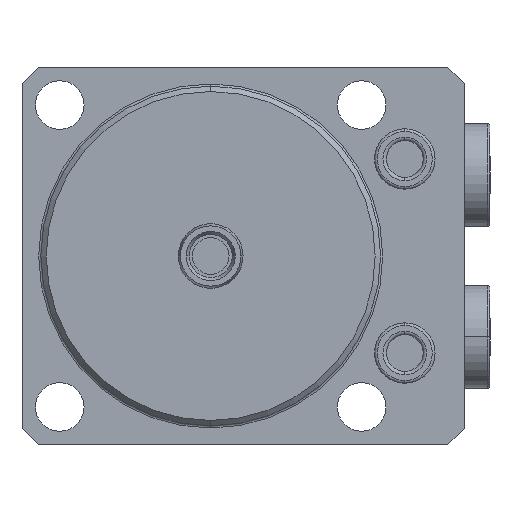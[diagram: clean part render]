
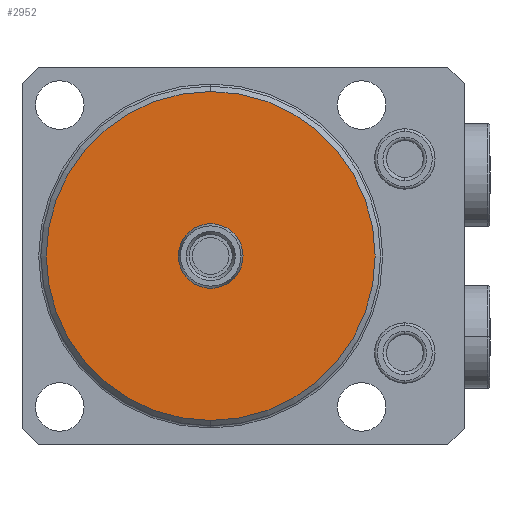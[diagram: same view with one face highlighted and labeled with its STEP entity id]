
A CAD part, front view. The second image highlights one B-rep face of the part: STEP entity #2952.
In plain terms, the highlighted planar face has unit normal (0, -1, 0).
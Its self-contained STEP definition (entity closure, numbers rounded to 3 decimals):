
#304 = DIRECTION ( 'NONE',  ( 0., 0., 1. ) ) ;
#305 = DIRECTION ( 'NONE',  ( 0., 1., 0. ) ) ;
#307 = PLANE ( 'NONE',  #4169 ) ;
#311 = CARTESIAN_POINT ( 'NONE',  ( 0., -47., 0. ) ) ;
#543 = VERTEX_POINT ( 'NONE', #8746 ) ;
#545 = VERTEX_POINT ( 'NONE', #8729 ) ;
#974 = ORIENTED_EDGE ( 'NONE', *, *, #8120, .T. ) ;
#975 = ORIENTED_EDGE ( 'NONE', *, *, #7979, .T. ) ;
#976 = ORIENTED_EDGE ( 'NONE', *, *, #8119, .T. ) ;
#977 = ORIENTED_EDGE ( 'NONE', *, *, #8104, .T. ) ;
#1387 = DIRECTION ( 'NONE',  ( 0., -1., 0. ) ) ;
#1392 = CARTESIAN_POINT ( 'NONE',  ( 0., -47., 0. ) ) ;
#1451 = DIRECTION ( 'NONE',  ( 0., 0., 1. ) ) ;
#1453 = DIRECTION ( 'NONE',  ( 0., 1., 0. ) ) ;
#1468 = CARTESIAN_POINT ( 'NONE',  ( 0., -47., 0. ) ) ;
#1472 = CARTESIAN_POINT ( 'NONE',  ( 0., -47., 0. ) ) ;
#1489 = DIRECTION ( 'NONE',  ( 0., 0., 1. ) ) ;
#1491 = DIRECTION ( 'NONE',  ( 0., 0., 1. ) ) ;
#1589 = CARTESIAN_POINT ( 'NONE',  ( 0., -47., 30.5 ) ) ;
#1659 = CARTESIAN_POINT ( 'NONE',  ( 0., -47., -30.5 ) ) ;
#1702 = DIRECTION ( 'NONE',  ( 0., 1., 0. ) ) ;
#2952 = ADVANCED_FACE ( 'NONE', ( #7249, #7258 ), #307, .F. ) ;
#3332 = DIRECTION ( 'NONE',  ( 0., 0., 1. ) ) ;
#3333 = DIRECTION ( 'NONE',  ( 0., -1., 0. ) ) ;
#3334 = CARTESIAN_POINT ( 'NONE',  ( 0., -47., 0. ) ) ;
#3507 = AXIS2_PLACEMENT_3D ( 'NONE', #3334, #3333, #3332 ) ;
#3516 = AXIS2_PLACEMENT_3D ( 'NONE', #1468, #1453, #1489 ) ;
#3521 = AXIS2_PLACEMENT_3D ( 'NONE', #1472, #1702, #1451 ) ;
#3529 = AXIS2_PLACEMENT_3D ( 'NONE', #1392, #1387, #1491 ) ;
#4169 = AXIS2_PLACEMENT_3D ( 'NONE', #311, #305, #304 ) ;
#6445 = EDGE_LOOP ( 'NONE', ( #974, #975 ) ) ;
#6449 = EDGE_LOOP ( 'NONE', ( #976, #977 ) ) ;
#7249 = FACE_BOUND ( 'NONE', #6449, .T. ) ;
#7258 = FACE_OUTER_BOUND ( 'NONE', #6445, .T. ) ;
#7927 = CIRCLE ( 'NONE', #3507, 30.5 ) ;
#7979 = EDGE_CURVE ( 'NONE', #8208, #8268, #7927, .T. ) ;
#8104 = EDGE_CURVE ( 'NONE', #545, #543, #8377, .T. ) ;
#8119 = EDGE_CURVE ( 'NONE', #543, #545, #8404, .T. ) ;
#8120 = EDGE_CURVE ( 'NONE', #8268, #8208, #8405, .T. ) ;
#8208 = VERTEX_POINT ( 'NONE', #1659 ) ;
#8268 = VERTEX_POINT ( 'NONE', #1589 ) ;
#8377 = CIRCLE ( 'NONE', #3516, 6. ) ;
#8404 = CIRCLE ( 'NONE', #3521, 6. ) ;
#8405 = CIRCLE ( 'NONE', #3529, 30.5 ) ;
#8729 = CARTESIAN_POINT ( 'NONE',  ( 0., -47., -6. ) ) ;
#8746 = CARTESIAN_POINT ( 'NONE',  ( 0., -47., 6. ) ) ;
